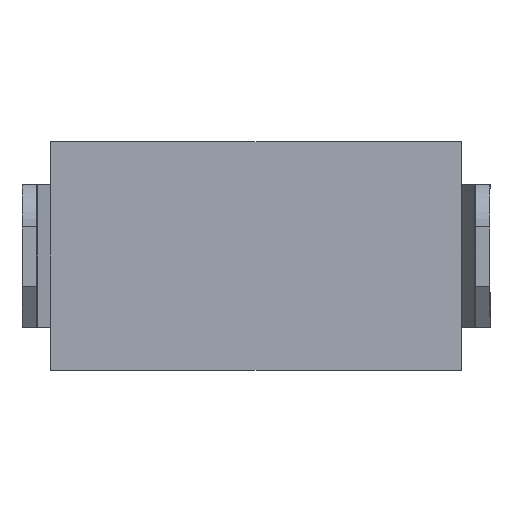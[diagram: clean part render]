
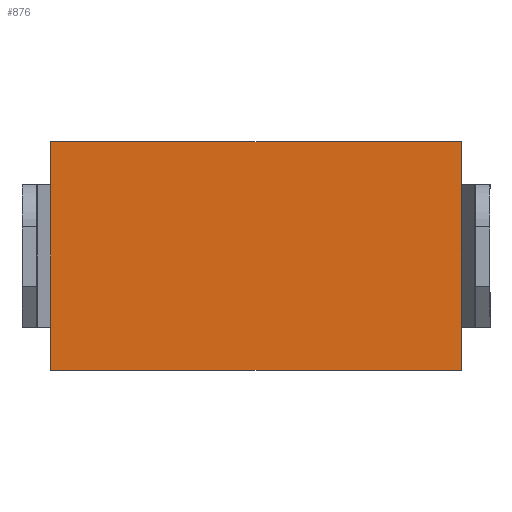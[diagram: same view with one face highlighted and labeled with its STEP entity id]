
A CAD part, front view. The second image highlights one B-rep face of the part: STEP entity #876.
In plain terms, the highlighted planar face has unit normal (0, -1, 0).
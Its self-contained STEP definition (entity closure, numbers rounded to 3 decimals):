
#32 = CARTESIAN_POINT ( 'NONE',  ( 0., 0., 0. ) ) ;
#43 = DIRECTION ( 'NONE',  ( 0., -1., 0. ) ) ;
#45 = DIRECTION ( 'NONE',  ( 0., 0., -1. ) ) ;
#281 = PLANE ( 'NONE',  #6535 ) ;
#542 = VECTOR ( 'NONE', #2650, 1000. ) ;
#605 = ORIENTED_EDGE ( 'NONE', *, *, #4965, .F. ) ;
#630 = LINE ( 'NONE', #2786, #542 ) ;
#876 = ADVANCED_FACE ( 'NONE', ( #1881 ), #281, .T. ) ;
#1349 = VECTOR ( 'NONE', #3884, 1000. ) ;
#1419 = LINE ( 'NONE', #3885, #1349 ) ;
#1881 = FACE_OUTER_BOUND ( 'NONE', #2198, .T. ) ;
#1929 = LINE ( 'NONE', #2884, #1958 ) ;
#1958 = VECTOR ( 'NONE', #3408, 1000. ) ;
#2198 = EDGE_LOOP ( 'NONE', ( #5399, #4808, #3155, #605 ) ) ;
#2650 = DIRECTION ( 'NONE',  ( -1., 0., 0. ) ) ;
#2786 = CARTESIAN_POINT ( 'NONE',  ( -36., 0., -20. ) ) ;
#2794 = LINE ( 'NONE', #4385, #2827 ) ;
#2827 = VECTOR ( 'NONE', #4508, 1000. ) ;
#2884 = CARTESIAN_POINT ( 'NONE',  ( -36., 0., 20. ) ) ;
#3155 = ORIENTED_EDGE ( 'NONE', *, *, #5755, .F. ) ;
#3408 = DIRECTION ( 'NONE',  ( 1., 0., 0. ) ) ;
#3770 = VERTEX_POINT ( 'NONE', #6011 ) ;
#3884 = DIRECTION ( 'NONE',  ( 0., 0., -1. ) ) ;
#3885 = CARTESIAN_POINT ( 'NONE',  ( 36., 0., 20. ) ) ;
#4190 = CARTESIAN_POINT ( 'NONE',  ( 36., 0., -20. ) ) ;
#4192 = CARTESIAN_POINT ( 'NONE',  ( -36., 0., -20. ) ) ;
#4270 = CARTESIAN_POINT ( 'NONE',  ( 36., 0., 20. ) ) ;
#4385 = CARTESIAN_POINT ( 'NONE',  ( -36., 0., 20. ) ) ;
#4508 = DIRECTION ( 'NONE',  ( 0., 0., 1. ) ) ;
#4539 = VERTEX_POINT ( 'NONE', #4270 ) ;
#4596 = VERTEX_POINT ( 'NONE', #4192 ) ;
#4686 = EDGE_CURVE ( 'NONE', #4539, #5784, #1419, .T. ) ;
#4808 = ORIENTED_EDGE ( 'NONE', *, *, #6251, .F. ) ;
#4965 = EDGE_CURVE ( 'NONE', #5784, #4596, #630, .T. ) ;
#5399 = ORIENTED_EDGE ( 'NONE', *, *, #4686, .F. ) ;
#5755 = EDGE_CURVE ( 'NONE', #4596, #3770, #2794, .T. ) ;
#5784 = VERTEX_POINT ( 'NONE', #4190 ) ;
#6011 = CARTESIAN_POINT ( 'NONE',  ( -36., 0., 20. ) ) ;
#6251 = EDGE_CURVE ( 'NONE', #3770, #4539, #1929, .T. ) ;
#6535 = AXIS2_PLACEMENT_3D ( 'NONE', #32, #43, #45 ) ;
